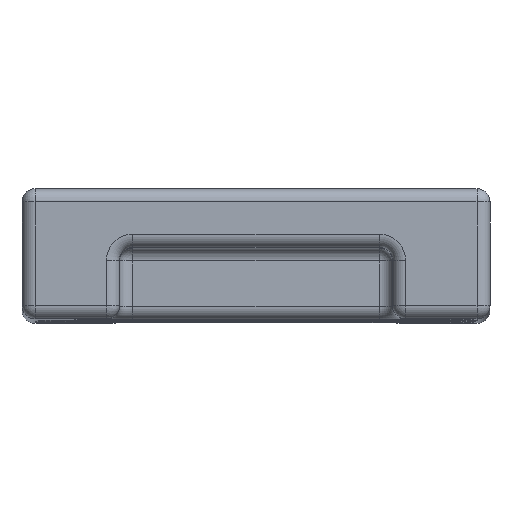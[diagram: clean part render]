
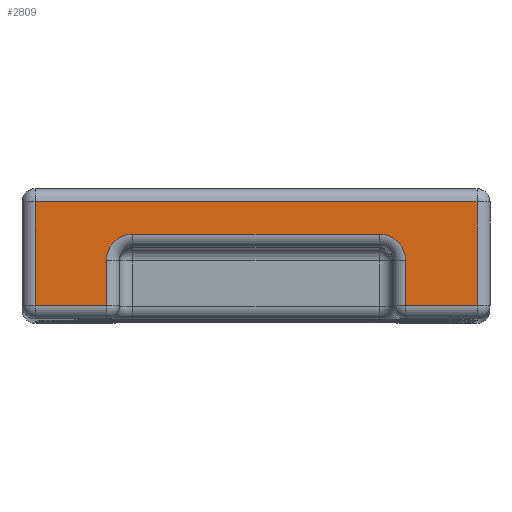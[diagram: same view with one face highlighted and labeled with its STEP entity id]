
A CAD part, top view. The second image highlights one B-rep face of the part: STEP entity #2809.
In plain terms, the highlighted planar face has unit normal (0, 0, 1).
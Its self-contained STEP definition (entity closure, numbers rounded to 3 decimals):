
#139=LINE('',#4484,#333);
#143=LINE('',#4541,#337);
#169=LINE('',#4670,#363);
#171=LINE('',#4673,#365);
#174=LINE('',#4678,#368);
#178=LINE('',#4684,#372);
#181=LINE('',#4688,#375);
#183=LINE('',#4691,#377);
#333=VECTOR('',#3469,10.);
#337=VECTOR('',#3535,10.);
#363=VECTOR('',#3695,10.);
#365=VECTOR('',#3699,10.);
#368=VECTOR('',#3706,10.);
#372=VECTOR('',#3714,10.);
#375=VECTOR('',#3719,10.);
#377=VECTOR('',#3723,10.);
#538=PLANE('',#3141);
#647=FACE_OUTER_BOUND('',#839,.T.);
#839=EDGE_LOOP('',(#2200,#2201,#2202,#2203,#2204,#2205,#2206,#2207,#2208,
#2209));
#969=CIRCLE('',#2966,2.);
#977=CIRCLE('',#2976,2.);
#1194=VERTEX_POINT('',#4461);
#1195=VERTEX_POINT('',#4463);
#1201=VERTEX_POINT('',#4478);
#1202=VERTEX_POINT('',#4480);
#1207=VERTEX_POINT('',#4495);
#1211=VERTEX_POINT('',#4503);
#1215=VERTEX_POINT('',#4515);
#1216=VERTEX_POINT('',#4519);
#1222=VERTEX_POINT('',#4533);
#1229=VERTEX_POINT('',#4551);
#1439=EDGE_CURVE('',#1194,#1195,#969,.T.);
#1447=EDGE_CURVE('',#1201,#1202,#977,.T.);
#1449=EDGE_CURVE('',#1195,#1201,#139,.T.);
#1475=EDGE_CURVE('',#1222,#1211,#143,.T.);
#1541=EDGE_CURVE('',#1216,#1229,#169,.T.);
#1543=EDGE_CURVE('',#1229,#1215,#171,.T.);
#1546=EDGE_CURVE('',#1207,#1222,#174,.T.);
#1550=EDGE_CURVE('',#1202,#1216,#178,.T.);
#1553=EDGE_CURVE('',#1215,#1207,#181,.T.);
#1555=EDGE_CURVE('',#1211,#1194,#183,.T.);
#2200=ORIENTED_EDGE('',*,*,#1541,.F.);
#2201=ORIENTED_EDGE('',*,*,#1550,.F.);
#2202=ORIENTED_EDGE('',*,*,#1447,.F.);
#2203=ORIENTED_EDGE('',*,*,#1449,.F.);
#2204=ORIENTED_EDGE('',*,*,#1439,.F.);
#2205=ORIENTED_EDGE('',*,*,#1555,.F.);
#2206=ORIENTED_EDGE('',*,*,#1475,.F.);
#2207=ORIENTED_EDGE('',*,*,#1546,.F.);
#2208=ORIENTED_EDGE('',*,*,#1553,.F.);
#2209=ORIENTED_EDGE('',*,*,#1543,.F.);
#2809=ADVANCED_FACE('',(#647),#538,.T.);
#2966=AXIS2_PLACEMENT_3D('',#4464,#3443,#3444);
#2976=AXIS2_PLACEMENT_3D('',#4481,#3463,#3464);
#3141=AXIS2_PLACEMENT_3D('',#4865,#3891,#3892);
#3443=DIRECTION('center_axis',(0.,0.,1.));
#3444=DIRECTION('ref_axis',(0.707,0.707,0.));
#3463=DIRECTION('center_axis',(0.,0.,1.));
#3464=DIRECTION('ref_axis',(-0.707,0.707,0.));
#3469=DIRECTION('',(-1.,0.,0.));
#3535=DIRECTION('',(-1.,0.,0.));
#3695=DIRECTION('',(-1.,0.,0.));
#3699=DIRECTION('',(0.,1.,0.));
#3706=DIRECTION('',(0.,-1.,0.));
#3714=DIRECTION('',(0.,-1.,0.));
#3719=DIRECTION('',(1.,0.,0.));
#3723=DIRECTION('',(0.,1.,0.));
#3891=DIRECTION('center_axis',(0.,0.,1.));
#3892=DIRECTION('ref_axis',(1.,0.,0.));
#4461=CARTESIAN_POINT('',(11.5,4.5,-182.));
#4463=CARTESIAN_POINT('',(9.5,6.5,-182.));
#4464=CARTESIAN_POINT('Origin',(9.5,4.5,-182.));
#4478=CARTESIAN_POINT('',(-9.5,6.5,-182.));
#4480=CARTESIAN_POINT('',(-11.5,4.5,-182.));
#4481=CARTESIAN_POINT('Origin',(-9.5,4.5,-182.));
#4484=CARTESIAN_POINT('',(5.75,6.5,-182.));
#4495=CARTESIAN_POINT('',(17.,9.,-182.));
#4503=CARTESIAN_POINT('',(11.5,1.,-182.));
#4515=CARTESIAN_POINT('',(-17.,9.,-182.));
#4519=CARTESIAN_POINT('',(-11.5,1.,-182.));
#4533=CARTESIAN_POINT('',(17.,1.,-182.));
#4541=CARTESIAN_POINT('',(5.75,1.,-182.));
#4551=CARTESIAN_POINT('',(-17.,1.,-182.));
#4670=CARTESIAN_POINT('',(5.75,1.,-182.));
#4673=CARTESIAN_POINT('',(-17.,0.,-182.));
#4678=CARTESIAN_POINT('',(17.,0.,-182.));
#4684=CARTESIAN_POINT('',(-11.5,0.,-182.));
#4688=CARTESIAN_POINT('',(5.75,9.,-182.));
#4691=CARTESIAN_POINT('',(11.5,0.,-182.));
#4865=CARTESIAN_POINT('Origin',(10.5,0.,-182.));
